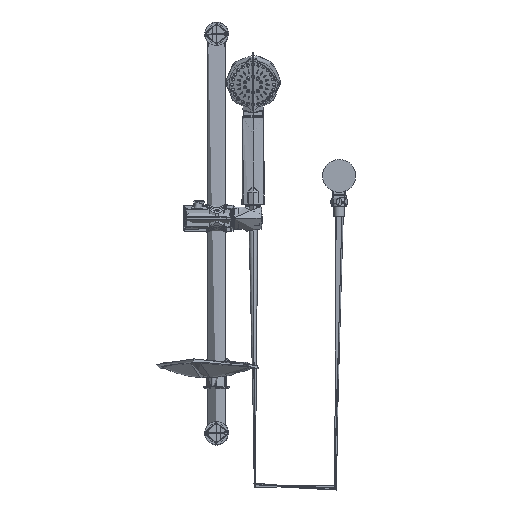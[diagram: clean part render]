
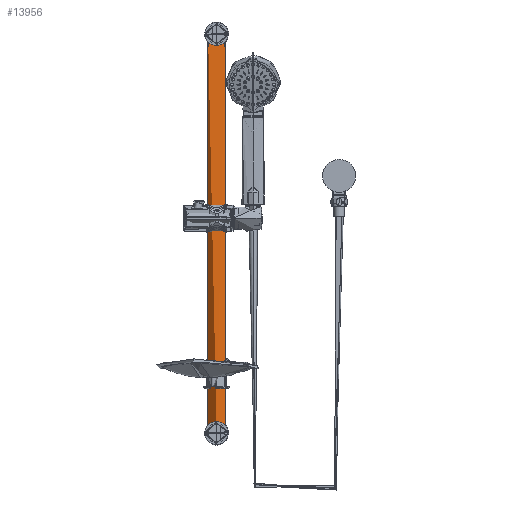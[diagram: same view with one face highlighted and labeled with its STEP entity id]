
A CAD part, front view. The second image highlights one B-rep face of the part: STEP entity #13956.
In plain terms, the highlighted cylindrical face has radius 12.5 mm (diameter 25 mm), a partial arc.
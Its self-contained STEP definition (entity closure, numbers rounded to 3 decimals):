
#1174=FACE_BOUND('',#21838,.T.);
#7862=B_SPLINE_CURVE_WITH_KNOTS('',1,(#430515,#430516),.UNSPECIFIED.,.F.,
 .F.,(2,2),(0.,595.),.UNSPECIFIED.);
#7863=B_SPLINE_CURVE_WITH_KNOTS('',1,(#430522,#430523),.UNSPECIFIED.,.F.,
 .F.,(2,2),(0.,595.),.UNSPECIFIED.);
#7864=B_SPLINE_CURVE_WITH_KNOTS('',3,(#430529,#430530,#430531,#430532,#430533,
#430534,#430535,#430536,#430537,#430538,#430539,#430540,#430541),
 .UNSPECIFIED.,.F.,.F.,(4,1,1,1,1,1,1,1,1,1,4),(0.,1.773,3.545,
5.318,7.091,8.864,10.636,12.409,
14.182,15.954,17.727),.UNSPECIFIED.);
#7865=B_SPLINE_CURVE_WITH_KNOTS('',3,(#430542,#430543,#430544,#430545,#430546,
#430547,#430548,#430549,#430550,#430551,#430552,#430553,#430554),
 .UNSPECIFIED.,.F.,.F.,(4,1,1,1,1,1,1,1,1,1,4),(0.,1.773,3.545,
5.318,7.091,8.864,10.636,12.409,
14.182,15.954,17.727),.UNSPECIFIED.);
#13956=ADVANCED_FACE('',(#17655,#1174),#57960,.T.);
#17655=FACE_OUTER_BOUND('',#21837,.T.);
#21837=EDGE_LOOP('',(#40755,#40756,#40757,#40758));
#21838=EDGE_LOOP('',(#40759,#40760));
#40755=ORIENTED_EDGE('',*,*,#50395,.T.);
#40756=ORIENTED_EDGE('',*,*,#50396,.T.);
#40757=ORIENTED_EDGE('',*,*,#50397,.T.);
#40758=ORIENTED_EDGE('',*,*,#50398,.T.);
#40759=ORIENTED_EDGE('',*,*,#50400,.T.);
#40760=ORIENTED_EDGE('',*,*,#50399,.T.);
#50395=EDGE_CURVE('',#56533,#56534,#7862,.T.);
#50396=EDGE_CURVE('',#56534,#56535,#60959,.T.);
#50397=EDGE_CURVE('',#56535,#56536,#7863,.T.);
#50398=EDGE_CURVE('',#56536,#56533,#60960,.T.);
#50399=EDGE_CURVE('',#56537,#56538,#7864,.T.);
#50400=EDGE_CURVE('',#56538,#56537,#7865,.T.);
#56533=VERTEX_POINT('',#430499);
#56534=VERTEX_POINT('',#430500);
#56535=VERTEX_POINT('',#430501);
#56536=VERTEX_POINT('',#430502);
#56537=VERTEX_POINT('',#430503);
#56538=VERTEX_POINT('',#430504);
#57960=CYLINDRICAL_SURFACE('',#63266,12.5);
#60959=(
BOUNDED_CURVE()
B_SPLINE_CURVE(2,(#430517,#430518,#430519,#430520,#430521),
 .UNSPECIFIED.,.F.,.F.)
B_SPLINE_CURVE_WITH_KNOTS((3,2,3),(0.,25.,50.),.UNSPECIFIED.)
CURVE()
GEOMETRIC_REPRESENTATION_ITEM()
RATIONAL_B_SPLINE_CURVE((1.,0.707,1.,0.707,1.))
REPRESENTATION_ITEM('')
);
#60960=(
BOUNDED_CURVE()
B_SPLINE_CURVE(2,(#430524,#430525,#430526,#430527,#430528),
 .UNSPECIFIED.,.F.,.F.)
B_SPLINE_CURVE_WITH_KNOTS((3,2,3),(0.,25.,50.),.UNSPECIFIED.)
CURVE()
GEOMETRIC_REPRESENTATION_ITEM()
RATIONAL_B_SPLINE_CURVE((1.,0.707,1.,0.707,1.))
REPRESENTATION_ITEM('')
);
#63266=AXIS2_PLACEMENT_3D('',#430489,#64842,$);
#64842=DIRECTION('',(0.,1.,0.));
#430489=CARTESIAN_POINT('',(0.,-22.5,0.));
#430499=CARTESIAN_POINT('',(0.,275.,12.5));
#430500=CARTESIAN_POINT('',(0.,-320.,12.5));
#430501=CARTESIAN_POINT('',(0.,-320.,-12.5));
#430502=CARTESIAN_POINT('',(0.,275.,-12.5));
#430503=CARTESIAN_POINT('',(12.5,-317.5,0.));
#430504=CARTESIAN_POINT('',(12.5,-306.5,0.));
#430515=CARTESIAN_POINT('',(0.,275.,12.5));
#430516=CARTESIAN_POINT('',(0.,-320.,12.5));
#430517=CARTESIAN_POINT('',(0.,-320.,12.5));
#430518=CARTESIAN_POINT('',(12.5,-320.,12.5));
#430519=CARTESIAN_POINT('',(12.5,-320.,0.));
#430520=CARTESIAN_POINT('',(12.5,-320.,-12.5));
#430521=CARTESIAN_POINT('',(0.,-320.,-12.5));
#430522=CARTESIAN_POINT('',(0.,-320.,-12.5));
#430523=CARTESIAN_POINT('',(0.,275.,-12.5));
#430524=CARTESIAN_POINT('',(0.,275.,-12.5));
#430525=CARTESIAN_POINT('',(12.5,275.,-12.5));
#430526=CARTESIAN_POINT('',(12.5,275.,0.));
#430527=CARTESIAN_POINT('',(12.5,275.,12.5));
#430528=CARTESIAN_POINT('',(0.,275.,12.5));
#430529=CARTESIAN_POINT('',(12.5,-317.5,0.));
#430530=CARTESIAN_POINT('',(12.5,-317.5,0.578));
#430531=CARTESIAN_POINT('',(12.423,-317.328,1.692));
#430532=CARTESIAN_POINT('',(12.088,-316.52,3.303));
#430533=CARTESIAN_POINT('',(11.656,-315.241,4.557));
#430534=CARTESIAN_POINT('',(11.316,-313.7,5.32));
#430535=CARTESIAN_POINT('',(11.181,-312.041,5.586));
#430536=CARTESIAN_POINT('',(11.31,-310.307,5.332));
#430537=CARTESIAN_POINT('',(11.673,-308.695,4.52));
#430538=CARTESIAN_POINT('',(12.111,-307.421,3.214));
#430539=CARTESIAN_POINT('',(12.423,-306.671,1.667));
#430540=CARTESIAN_POINT('',(12.5,-306.5,0.569));
#430541=CARTESIAN_POINT('',(12.5,-306.5,0.));
#430542=CARTESIAN_POINT('',(12.5,-306.5,0.));
#430543=CARTESIAN_POINT('',(12.5,-306.5,-0.578));
#430544=CARTESIAN_POINT('',(12.423,-306.672,-1.69));
#430545=CARTESIAN_POINT('',(12.091,-307.473,-3.289));
#430546=CARTESIAN_POINT('',(11.662,-308.735,-4.542));
#430547=CARTESIAN_POINT('',(11.314,-310.306,-5.323));
#430548=CARTESIAN_POINT('',(11.183,-311.949,-5.583));
#430549=CARTESIAN_POINT('',(11.304,-313.652,-5.343));
#430550=CARTESIAN_POINT('',(11.664,-315.276,-4.543));
#430551=CARTESIAN_POINT('',(12.106,-316.565,-3.237));
#430552=CARTESIAN_POINT('',(12.424,-317.329,-1.672));
#430553=CARTESIAN_POINT('',(12.5,-317.5,-0.57));
#430554=CARTESIAN_POINT('',(12.5,-317.5,0.));
